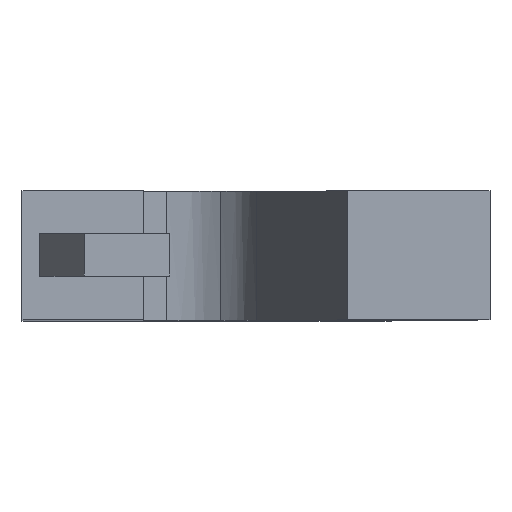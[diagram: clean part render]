
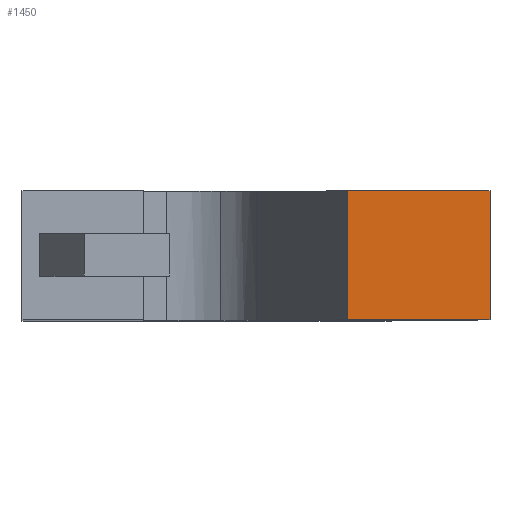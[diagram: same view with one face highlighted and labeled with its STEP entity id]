
A CAD part, top view. The second image highlights one B-rep face of the part: STEP entity #1450.
In plain terms, the highlighted planar face has unit normal (0, 0, 1).
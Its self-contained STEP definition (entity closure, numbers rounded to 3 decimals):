
#174=FACE_OUTER_BOUND('',#255,.T.);
#255=EDGE_LOOP('',(#1108,#1109,#1110,#1111));
#315=LINE('',#1811,#455);
#338=LINE('',#2055,#478);
#364=LINE('',#2286,#504);
#365=LINE('',#2288,#505);
#455=VECTOR('',#1581,10.);
#478=VECTOR('',#1612,10.);
#504=VECTOR('',#1650,10.);
#505=VECTOR('',#1653,10.);
#591=VERTEX_POINT('',#1809);
#592=VERTEX_POINT('',#1810);
#629=VERTEX_POINT('',#2054);
#648=VERTEX_POINT('',#2284);
#739=EDGE_CURVE('',#591,#592,#315,.T.);
#786=EDGE_CURVE('',#629,#592,#338,.T.);
#824=EDGE_CURVE('',#591,#648,#364,.T.);
#825=EDGE_CURVE('',#629,#648,#365,.T.);
#1108=ORIENTED_EDGE('',*,*,#824,.T.);
#1109=ORIENTED_EDGE('',*,*,#825,.F.);
#1110=ORIENTED_EDGE('',*,*,#786,.T.);
#1111=ORIENTED_EDGE('',*,*,#739,.F.);
#1391=PLANE('',#1527);
#1450=ADVANCED_FACE('',(#174),#1391,.T.);
#1527=AXIS2_PLACEMENT_3D('',#2287,#1651,#1652);
#1581=DIRECTION('',(-1.,0.,0.));
#1612=DIRECTION('',(0.,-1.,0.));
#1650=DIRECTION('',(0.,1.,0.));
#1651=DIRECTION('center_axis',(0.,0.,1.));
#1652=DIRECTION('ref_axis',(1.,0.,0.));
#1653=DIRECTION('',(1.,0.,0.));
#1809=CARTESIAN_POINT('',(24.005,-3.,30.));
#1810=CARTESIAN_POINT('',(17.371,-3.,30.));
#1811=CARTESIAN_POINT('',(24.005,-3.,30.));
#2054=CARTESIAN_POINT('',(17.371,3.,30.));
#2055=CARTESIAN_POINT('',(17.371,0.,30.));
#2284=CARTESIAN_POINT('',(24.005,3.,30.));
#2286=CARTESIAN_POINT('',(24.005,0.,30.));
#2287=CARTESIAN_POINT('Origin',(17.371,0.,30.));
#2288=CARTESIAN_POINT('',(24.005,3.,30.));
